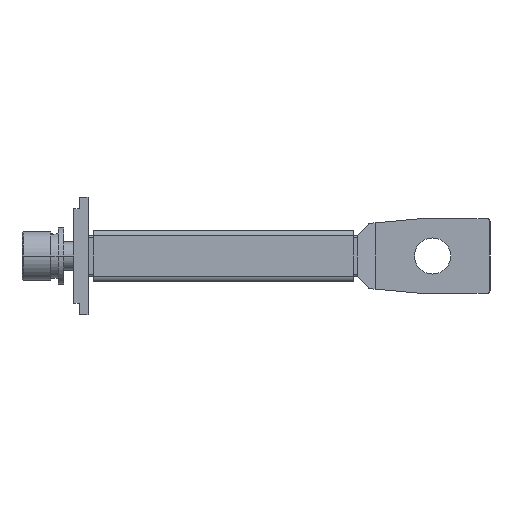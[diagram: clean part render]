
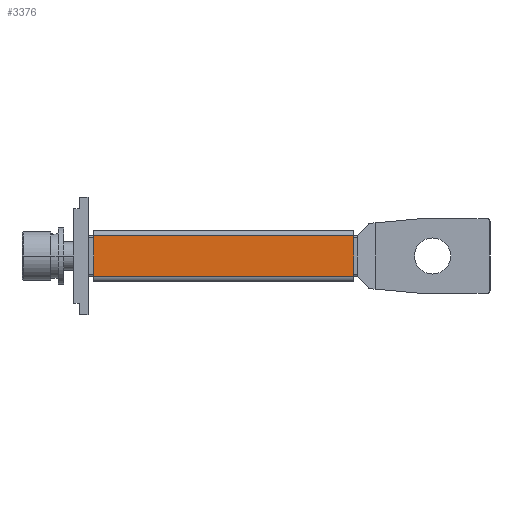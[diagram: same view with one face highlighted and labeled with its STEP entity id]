
A CAD part, left-side view. The second image highlights one B-rep face of the part: STEP entity #3376.
In plain terms, the highlighted planar face has unit normal (-1, 0, 0).
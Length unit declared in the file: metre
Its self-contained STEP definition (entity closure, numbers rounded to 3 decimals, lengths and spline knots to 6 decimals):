
#3091=DIRECTION('',(0.,0.,-1.));
#3092=VECTOR('',#3091,0.007);
#3093=CARTESIAN_POINT('',(-0.0535,-0.01,0.00005));
#3094=LINE('',#3093,#3092);
#3156=DIRECTION('',(0.,0.,1.));
#3157=VECTOR('',#3156,0.007);
#3158=CARTESIAN_POINT('',(-0.0535,-0.0553,-0.00695));
#3159=LINE('',#3158,#3157);
#3176=DIRECTION('',(0.,1.,0.));
#3177=VECTOR('',#3176,0.0453);
#3178=CARTESIAN_POINT('',(-0.0535,-0.0553,0.00005));
#3179=LINE('',#3178,#3177);
#3188=DIRECTION('',(0.,-1.,0.));
#3189=VECTOR('',#3188,0.0453);
#3190=CARTESIAN_POINT('',(-0.0535,-0.01,-0.00695));
#3191=LINE('',#3190,#3189);
#3230=CARTESIAN_POINT('',(-0.0535,-0.01,0.00005));
#3231=VERTEX_POINT('',#3230);
#3232=CARTESIAN_POINT('',(-0.0535,-0.01,-0.00695));
#3233=VERTEX_POINT('',#3232);
#3248=CARTESIAN_POINT('',(-0.0535,-0.0553,0.00005));
#3250=VERTEX_POINT('',#3248);
#3258=CARTESIAN_POINT('',(-0.0535,-0.0553,-0.00695));
#3259=VERTEX_POINT('',#3258);
#3364=CARTESIAN_POINT('',(-0.0535,-0.01,0.00105));
#3365=DIRECTION('',(-1.,0.,0.));
#3366=DIRECTION('',(0.,0.,-1.));
#3367=AXIS2_PLACEMENT_3D('',#3364,#3365,#3366);
#3368=PLANE('',#3367);
#3369=ORIENTED_EDGE('',*,*,#3356,.F.);
#3370=ORIENTED_EDGE('',*,*,#3335,.F.);
#3372=ORIENTED_EDGE('',*,*,#3371,.F.);
#3373=ORIENTED_EDGE('',*,*,#3283,.F.);
#3374=EDGE_LOOP('',(#3369,#3370,#3372,#3373));
#3375=FACE_OUTER_BOUND('',#3374,.F.);
#3376=ADVANCED_FACE('',(#3375),#3368,.T.);
#3283=EDGE_CURVE('',#3231,#3233,#3094,.T.);
#3335=EDGE_CURVE('',#3259,#3250,#3159,.T.);
#3356=EDGE_CURVE('',#3250,#3231,#3179,.T.);
#3371=EDGE_CURVE('',#3233,#3259,#3191,.T.);
